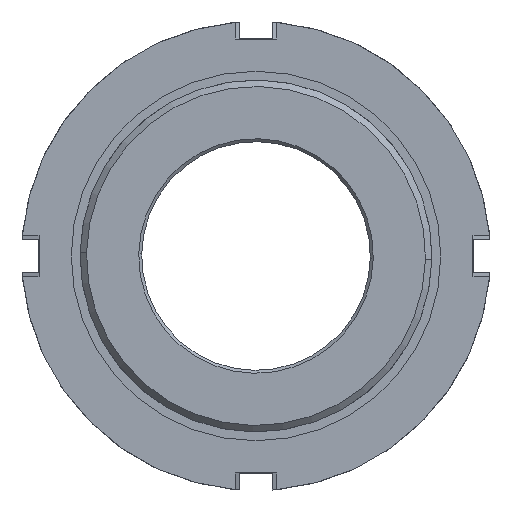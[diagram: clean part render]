
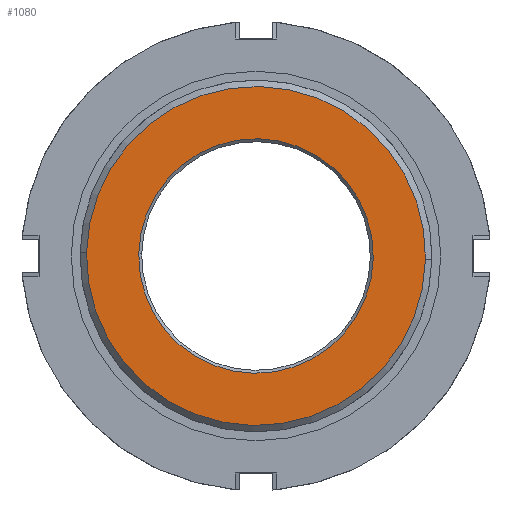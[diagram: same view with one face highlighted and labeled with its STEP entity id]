
A CAD part, front view. The second image highlights one B-rep face of the part: STEP entity #1080.
In plain terms, the highlighted planar face has unit normal (0, -1, 0).
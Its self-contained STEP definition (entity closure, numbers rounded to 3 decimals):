
#9 = VERTEX_POINT ( 'NONE', #790 ) ;
#76 = AXIS2_PLACEMENT_3D ( 'NONE', #636, #296, #322 ) ;
#99 = DIRECTION ( 'NONE',  ( 0., 1., 0. ) ) ;
#126 = EDGE_CURVE ( 'NONE', #2952, #681, #633, .T. ) ;
#131 = ORIENTED_EDGE ( 'NONE', *, *, #126, .T. ) ;
#155 = FACE_OUTER_BOUND ( 'NONE', #1096, .T. ) ;
#191 = EDGE_CURVE ( 'NONE', #9, #2809, #1075, .T. ) ;
#296 = DIRECTION ( 'NONE',  ( 0., 1., 0. ) ) ;
#322 = DIRECTION ( 'NONE',  ( -1., 0., 0. ) ) ;
#325 = EDGE_CURVE ( 'NONE', #681, #2952, #2338, .T. ) ;
#365 = AXIS2_PLACEMENT_3D ( 'NONE', #3040, #1050, #1357 ) ;
#633 = CIRCLE ( 'NONE', #1126, 20. ) ;
#636 = CARTESIAN_POINT ( 'NONE',  ( 19.5, -39.566, 0. ) ) ;
#681 = VERTEX_POINT ( 'NONE', #3669 ) ;
#790 = CARTESIAN_POINT ( 'NONE',  ( -28.9, -39.566, 0. ) ) ;
#890 = EDGE_CURVE ( 'NONE', #2809, #9, #2367, .T. ) ;
#914 = ORIENTED_EDGE ( 'NONE', *, *, #890, .F. ) ;
#1024 = DIRECTION ( 'NONE',  ( -1., 0., 0. ) ) ;
#1050 = DIRECTION ( 'NONE',  ( 0., 1., 0. ) ) ;
#1075 = CIRCLE ( 'NONE', #2391, 28.9 ) ;
#1080 = ADVANCED_FACE ( 'NONE', ( #1807, #155 ), #3189, .F. ) ;
#1096 = EDGE_LOOP ( 'NONE', ( #1597, #914 ) ) ;
#1126 = AXIS2_PLACEMENT_3D ( 'NONE', #1153, #3136, #3424 ) ;
#1153 = CARTESIAN_POINT ( 'NONE',  ( 0., -39.566, 0. ) ) ;
#1357 = DIRECTION ( 'NONE',  ( -1., 0., 0. ) ) ;
#1509 = DIRECTION ( 'NONE',  ( -1., 0., 0. ) ) ;
#1597 = ORIENTED_EDGE ( 'NONE', *, *, #191, .F. ) ;
#1615 = CARTESIAN_POINT ( 'NONE',  ( 0., -39.566, 0. ) ) ;
#1807 = FACE_BOUND ( 'NONE', #3460, .T. ) ;
#1865 = ORIENTED_EDGE ( 'NONE', *, *, #325, .T. ) ;
#2072 = DIRECTION ( 'NONE',  ( 0., 1., 0. ) ) ;
#2338 = CIRCLE ( 'NONE', #365, 20. ) ;
#2367 = CIRCLE ( 'NONE', #3455, 28.9 ) ;
#2391 = AXIS2_PLACEMENT_3D ( 'NONE', #3185, #2072, #1509 ) ;
#2809 = VERTEX_POINT ( 'NONE', #3453 ) ;
#2952 = VERTEX_POINT ( 'NONE', #2967 ) ;
#2967 = CARTESIAN_POINT ( 'NONE',  ( -20., -39.566, 0. ) ) ;
#3040 = CARTESIAN_POINT ( 'NONE',  ( 0., -39.566, 0. ) ) ;
#3136 = DIRECTION ( 'NONE',  ( 0., 1., 0. ) ) ;
#3185 = CARTESIAN_POINT ( 'NONE',  ( 0., -39.566, 0. ) ) ;
#3189 = PLANE ( 'NONE',  #76 ) ;
#3424 = DIRECTION ( 'NONE',  ( -1., 0., 0. ) ) ;
#3453 = CARTESIAN_POINT ( 'NONE',  ( 28.9, -39.566, 0. ) ) ;
#3455 = AXIS2_PLACEMENT_3D ( 'NONE', #1615, #99, #1024 ) ;
#3460 = EDGE_LOOP ( 'NONE', ( #1865, #131 ) ) ;
#3669 = CARTESIAN_POINT ( 'NONE',  ( 20., -39.566, 0. ) ) ;
